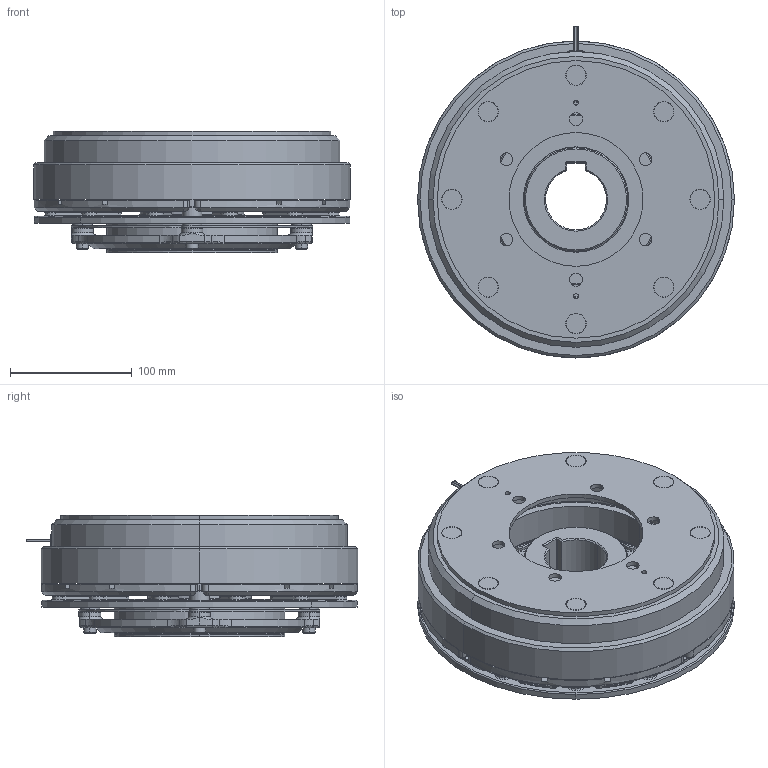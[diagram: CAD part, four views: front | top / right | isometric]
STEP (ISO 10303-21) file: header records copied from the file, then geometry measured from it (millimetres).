
FILE_DESCRIPTION (( 'STEP AP203' ), '1' );
FILE_NAME ('MSB40.STEP', '2017-07-11T10:41:16', ( '新井重治' ), ( '小倉クラッチ' ), 'SwSTEP 2.0', 'SolidWorks 2009', '' );
FILE_SCHEMA (( 'CONFIG_CONTROL_DESIGN' ));
Length unit declared in the file: millimetre
Products named in the file (1): MSB40
Bounding box: 260.4 x 272.7 x 100 mm (x, y, z)
Volume: 2848232.7 mm3; surface area: 444565.1 mm2
Topology: 2 solids, 29 shells, 1762 faces, 4324 edges, 2667 vertices
Faces by surface type: cylinder 839, plane 486, torus 241, cone 188, bspline 8
Entity records: 54821 total; most frequent: CARTESIAN_POINT 11794, DIRECTION 9786, ORIENTED_EDGE 8592, EDGE_CURVE 4296, AXIS2_PLACEMENT_3D 4027, VERTEX_POINT 2667, CIRCLE 2272, EDGE_LOOP 1985
